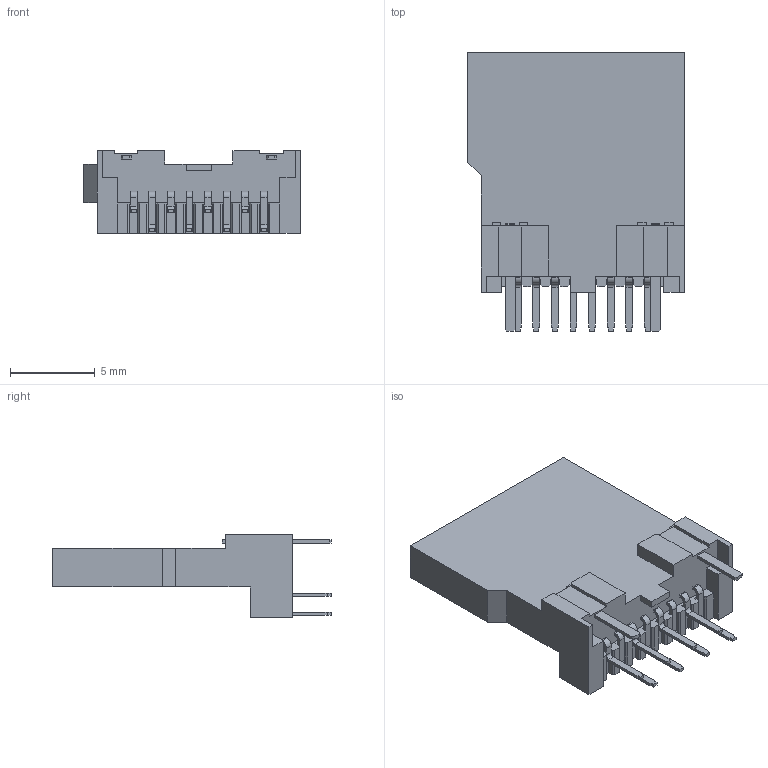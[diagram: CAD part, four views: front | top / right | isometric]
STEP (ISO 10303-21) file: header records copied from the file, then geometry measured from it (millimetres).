
FILE_DESCRIPTION (( 'STEP AP214' ), '1' );
FILE_NAME ('PJS008U-3000-0.STEP', '2021-07-20T04:04:43', ( '' ), ( '' ), 'SwSTEP 2.0', 'SolidWorks 2018', '' );
FILE_SCHEMA (( 'AUTOMOTIVE_DESIGN' ));
Length unit declared in the file: millimetre
Products named in the file (1): PJS008U-3000-0
Bounding box: 12.8 x 16.48 x 4.9 mm (x, y, z)
Volume: 332.3 mm3; surface area: 896.5 mm2
Topology: 1 solids, 1 shells, 439 faces, 1232 edges, 820 vertices
Faces by surface type: plane 365, cylinder 74
Entity records: 15665 total; most frequent: CARTESIAN_POINT 2492, ORIENTED_EDGE 2464, DIRECTION 2260, EDGE_CURVE 1232, LINE 1084, VECTOR 1084, VERTEX_POINT 820, AXIS2_PLACEMENT_3D 588
